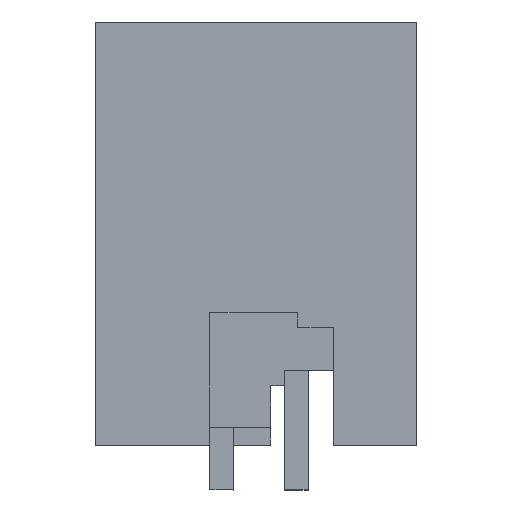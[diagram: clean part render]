
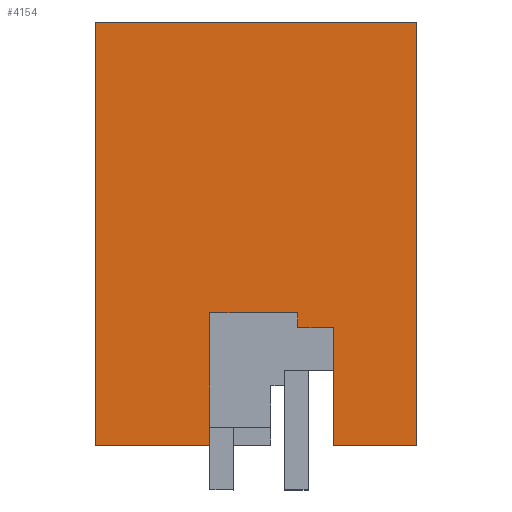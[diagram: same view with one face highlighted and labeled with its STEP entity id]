
A CAD part, left-side view. The second image highlights one B-rep face of the part: STEP entity #4154.
In plain terms, the highlighted planar face has unit normal (-1, 0, 0).
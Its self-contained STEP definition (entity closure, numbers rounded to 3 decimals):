
#4100=AXIS2_PLACEMENT_3D('Plane Axis2P3D',#4097,#4098,#4099) ;
#183=CARTESIAN_POINT('Vertex',(0.,10.8,15.7)) ;
#186=CARTESIAN_POINT('Line Origine',(0.,5.4,15.7)) ;
#190=CARTESIAN_POINT('Vertex',(0.,0.,15.7)) ;
#2055=CARTESIAN_POINT('Vertex',(0.,0.,1.5)) ;
#2058=CARTESIAN_POINT('Line Origine',(0.,0.,8.6)) ;
#2075=CARTESIAN_POINT('Line Origine',(0.,1.4,1.5)) ;
#2079=CARTESIAN_POINT('Vertex',(0.,2.8,1.5)) ;
#2736=CARTESIAN_POINT('Vertex',(0.,10.8,1.5)) ;
#2739=CARTESIAN_POINT('Line Origine',(0.,10.8,8.6)) ;
#4097=CARTESIAN_POINT('Axis2P3D Location',(0.,10.8,10.7)) ;
#4102=CARTESIAN_POINT('Line Origine',(0.,8.875,1.5)) ;
#4106=CARTESIAN_POINT('Vertex',(0.,6.95,1.5)) ;
#4109=CARTESIAN_POINT('Line Origine',(0.,6.95,3.725)) ;
#4113=CARTESIAN_POINT('Vertex',(0.,6.95,5.95)) ;
#4116=CARTESIAN_POINT('Line Origine',(0.,5.475,5.95)) ;
#4120=CARTESIAN_POINT('Vertex',(0.,4.,5.95)) ;
#4123=CARTESIAN_POINT('Line Origine',(0.,4.,5.7)) ;
#4127=CARTESIAN_POINT('Vertex',(0.,4.,5.45)) ;
#4130=CARTESIAN_POINT('Line Origine',(0.,3.4,5.45)) ;
#4134=CARTESIAN_POINT('Vertex',(0.,2.8,5.45)) ;
#4137=CARTESIAN_POINT('Line Origine',(0.,2.8,3.475)) ;
#187=DIRECTION('Vector Direction',(0.,-1.,0.)) ;
#2059=DIRECTION('Vector Direction',(0.,0.,1.)) ;
#2076=DIRECTION('Vector Direction',(0.,-1.,0.)) ;
#2740=DIRECTION('Vector Direction',(0.,0.,1.)) ;
#4098=DIRECTION('Axis2P3D Direction',(1.,0.,0.)) ;
#4099=DIRECTION('Axis2P3D XDirection',(0.,1.,0.)) ;
#4103=DIRECTION('Vector Direction',(0.,-1.,0.)) ;
#4110=DIRECTION('Vector Direction',(0.,0.,-1.)) ;
#4117=DIRECTION('Vector Direction',(0.,-1.,0.)) ;
#4124=DIRECTION('Vector Direction',(0.,0.,-1.)) ;
#4131=DIRECTION('Vector Direction',(0.,-1.,0.)) ;
#4138=DIRECTION('Vector Direction',(0.,0.,-1.)) ;
#188=VECTOR('Line Direction',#187,1.) ;
#2060=VECTOR('Line Direction',#2059,1.) ;
#2077=VECTOR('Line Direction',#2076,1.) ;
#2741=VECTOR('Line Direction',#2740,1.) ;
#4104=VECTOR('Line Direction',#4103,1.) ;
#4111=VECTOR('Line Direction',#4110,1.) ;
#4118=VECTOR('Line Direction',#4117,1.) ;
#4125=VECTOR('Line Direction',#4124,1.) ;
#4132=VECTOR('Line Direction',#4131,1.) ;
#4139=VECTOR('Line Direction',#4138,1.) ;
#4143=ORIENTED_EDGE('',*,*,#2081,.T.) ;
#4144=ORIENTED_EDGE('',*,*,#2062,.T.) ;
#4145=ORIENTED_EDGE('',*,*,#192,.F.) ;
#4146=ORIENTED_EDGE('',*,*,#2743,.F.) ;
#4147=ORIENTED_EDGE('',*,*,#4108,.T.) ;
#4148=ORIENTED_EDGE('',*,*,#4115,.F.) ;
#4149=ORIENTED_EDGE('',*,*,#4122,.T.) ;
#4150=ORIENTED_EDGE('',*,*,#4129,.T.) ;
#4151=ORIENTED_EDGE('',*,*,#4136,.T.) ;
#4152=ORIENTED_EDGE('',*,*,#4141,.T.) ;
#4154=ADVANCED_FACE('HOUSING',(#4153),#4101,.F.) ;
#192=EDGE_CURVE('',#184,#191,#189,.T.) ;
#2062=EDGE_CURVE('',#2056,#191,#2061,.T.) ;
#2081=EDGE_CURVE('',#2080,#2056,#2078,.T.) ;
#2743=EDGE_CURVE('',#2737,#184,#2742,.T.) ;
#4108=EDGE_CURVE('',#2737,#4107,#4105,.T.) ;
#4115=EDGE_CURVE('',#4114,#4107,#4112,.T.) ;
#4122=EDGE_CURVE('',#4114,#4121,#4119,.T.) ;
#4129=EDGE_CURVE('',#4121,#4128,#4126,.T.) ;
#4136=EDGE_CURVE('',#4128,#4135,#4133,.T.) ;
#4141=EDGE_CURVE('',#4135,#2080,#4140,.T.) ;
#4142=EDGE_LOOP('',(#4143,#4144,#4145,#4146,#4147,#4148,#4149,#4150,#4151,#4152)) ;
#4153=FACE_OUTER_BOUND('',#4142,.T.) ;
#189=LINE('Line',#186,#188) ;
#2061=LINE('Line',#2058,#2060) ;
#2078=LINE('Line',#2075,#2077) ;
#2742=LINE('Line',#2739,#2741) ;
#4105=LINE('Line',#4102,#4104) ;
#4112=LINE('Line',#4109,#4111) ;
#4119=LINE('Line',#4116,#4118) ;
#4126=LINE('Line',#4123,#4125) ;
#4133=LINE('Line',#4130,#4132) ;
#4140=LINE('Line',#4137,#4139) ;
#4101=PLANE('',#4100) ;
#184=VERTEX_POINT('',#183) ;
#191=VERTEX_POINT('',#190) ;
#2056=VERTEX_POINT('',#2055) ;
#2080=VERTEX_POINT('',#2079) ;
#2737=VERTEX_POINT('',#2736) ;
#4107=VERTEX_POINT('',#4106) ;
#4114=VERTEX_POINT('',#4113) ;
#4121=VERTEX_POINT('',#4120) ;
#4128=VERTEX_POINT('',#4127) ;
#4135=VERTEX_POINT('',#4134) ;
